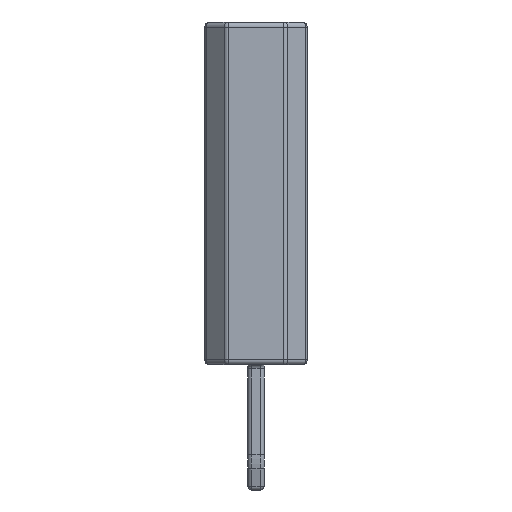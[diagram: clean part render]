
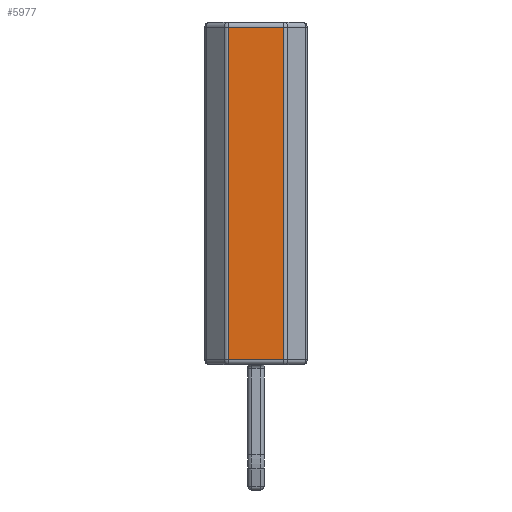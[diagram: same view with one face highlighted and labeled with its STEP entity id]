
A CAD part, left-side view. The second image highlights one B-rep face of the part: STEP entity #5977.
In plain terms, the highlighted planar face has unit normal (-1, 0, 0).
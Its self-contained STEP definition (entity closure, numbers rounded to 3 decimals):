
#5319 = CYLINDRICAL_SURFACE('',#5320,0.125);
#5320 = AXIS2_PLACEMENT_3D('',#5321,#5322,#5323);
#5321 = CARTESIAN_POINT('',(-1.145,0.692,0.));
#5322 = DIRECTION('',(0.,0.,1.));
#5323 = DIRECTION('',(-0.707,0.707,0.));
#5424 = VERTEX_POINT('',#5425);
#5425 = CARTESIAN_POINT('',(-1.27,0.692,0.125));
#5452 = EDGE_CURVE('',#5424,#5453,#5455,.T.);
#5453 = VERTEX_POINT('',#5454);
#5454 = CARTESIAN_POINT('',(-1.27,0.692,8.375));
#5455 = SURFACE_CURVE('',#5456,(#5460,#5467),.PCURVE_S1.);
#5456 = LINE('',#5457,#5458);
#5457 = CARTESIAN_POINT('',(-1.27,0.692,0.));
#5458 = VECTOR('',#5459,1.);
#5459 = DIRECTION('',(0.,0.,1.));
#5460 = PCURVE('',#5319,#5461);
#5461 = DEFINITIONAL_REPRESENTATION('',(#5462),#5466);
#5462 = LINE('',#5463,#5464);
#5463 = CARTESIAN_POINT('',(0.785,0.));
#5464 = VECTOR('',#5465,1.);
#5465 = DIRECTION('',(0.,1.));
#5466 = ( GEOMETRIC_REPRESENTATION_CONTEXT(2) 
PARAMETRIC_REPRESENTATION_CONTEXT() REPRESENTATION_CONTEXT('2D SPACE',''
  ) );
#5467 = PCURVE('',#5468,#5473);
#5468 = PLANE('',#5469);
#5469 = AXIS2_PLACEMENT_3D('',#5470,#5471,#5472);
#5470 = CARTESIAN_POINT('',(-1.27,-0.744,0.));
#5471 = DIRECTION('',(-1.,0.,0.));
#5472 = DIRECTION('',(0.,1.,0.));
#5473 = DEFINITIONAL_REPRESENTATION('',(#5474),#5478);
#5474 = LINE('',#5475,#5476);
#5475 = CARTESIAN_POINT('',(1.436,0.));
#5476 = VECTOR('',#5477,1.);
#5477 = DIRECTION('',(0.,-1.));
#5478 = ( GEOMETRIC_REPRESENTATION_CONTEXT(2) 
PARAMETRIC_REPRESENTATION_CONTEXT() REPRESENTATION_CONTEXT('2D SPACE',''
  ) );
#5682 = CYLINDRICAL_SURFACE('',#5683,0.125);
#5683 = AXIS2_PLACEMENT_3D('',#5684,#5685,#5686);
#5684 = CARTESIAN_POINT('',(-1.145,-0.744,8.375));
#5685 = DIRECTION('',(0.,1.,0.));
#5686 = DIRECTION('',(-1.,0.,0.));
#5964 = CYLINDRICAL_SURFACE('',#5965,0.125);
#5965 = AXIS2_PLACEMENT_3D('',#5966,#5967,#5968);
#5966 = CARTESIAN_POINT('',(-1.145,-0.744,0.125));
#5967 = DIRECTION('',(0.,1.,0.));
#5968 = DIRECTION('',(-1.,0.,0.));
#5977 = ADVANCED_FACE('',(#5978),#5468,.T.);
#5978 = FACE_BOUND('',#5979,.T.);
#5979 = EDGE_LOOP('',(#5980,#6003,#6004,#6027));
#5980 = ORIENTED_EDGE('',*,*,#5981,.T.);
#5981 = EDGE_CURVE('',#5982,#5453,#5984,.T.);
#5982 = VERTEX_POINT('',#5983);
#5983 = CARTESIAN_POINT('',(-1.27,-0.692,8.375));
#5984 = SURFACE_CURVE('',#5985,(#5989,#5996),.PCURVE_S1.);
#5985 = LINE('',#5986,#5987);
#5986 = CARTESIAN_POINT('',(-1.27,-0.744,8.375));
#5987 = VECTOR('',#5988,1.);
#5988 = DIRECTION('',(0.,1.,0.));
#5989 = PCURVE('',#5468,#5990);
#5990 = DEFINITIONAL_REPRESENTATION('',(#5991),#5995);
#5991 = LINE('',#5992,#5993);
#5992 = CARTESIAN_POINT('',(0.,-8.375));
#5993 = VECTOR('',#5994,1.);
#5994 = DIRECTION('',(1.,0.));
#5995 = ( GEOMETRIC_REPRESENTATION_CONTEXT(2) 
PARAMETRIC_REPRESENTATION_CONTEXT() REPRESENTATION_CONTEXT('2D SPACE',''
  ) );
#5996 = PCURVE('',#5682,#5997);
#5997 = DEFINITIONAL_REPRESENTATION('',(#5998),#6002);
#5998 = LINE('',#5999,#6000);
#5999 = CARTESIAN_POINT('',(0.,0.));
#6000 = VECTOR('',#6001,1.);
#6001 = DIRECTION('',(0.,1.));
#6002 = ( GEOMETRIC_REPRESENTATION_CONTEXT(2) 
PARAMETRIC_REPRESENTATION_CONTEXT() REPRESENTATION_CONTEXT('2D SPACE',''
  ) );
#6003 = ORIENTED_EDGE('',*,*,#5452,.F.);
#6004 = ORIENTED_EDGE('',*,*,#6005,.F.);
#6005 = EDGE_CURVE('',#6006,#5424,#6008,.T.);
#6006 = VERTEX_POINT('',#6007);
#6007 = CARTESIAN_POINT('',(-1.27,-0.692,0.125));
#6008 = SURFACE_CURVE('',#6009,(#6013,#6020),.PCURVE_S1.);
#6009 = LINE('',#6010,#6011);
#6010 = CARTESIAN_POINT('',(-1.27,-0.744,0.125));
#6011 = VECTOR('',#6012,1.);
#6012 = DIRECTION('',(0.,1.,0.));
#6013 = PCURVE('',#5468,#6014);
#6014 = DEFINITIONAL_REPRESENTATION('',(#6015),#6019);
#6015 = LINE('',#6016,#6017);
#6016 = CARTESIAN_POINT('',(0.,-0.125));
#6017 = VECTOR('',#6018,1.);
#6018 = DIRECTION('',(1.,0.));
#6019 = ( GEOMETRIC_REPRESENTATION_CONTEXT(2) 
PARAMETRIC_REPRESENTATION_CONTEXT() REPRESENTATION_CONTEXT('2D SPACE',''
  ) );
#6020 = PCURVE('',#5964,#6021);
#6021 = DEFINITIONAL_REPRESENTATION('',(#6022),#6026);
#6022 = LINE('',#6023,#6024);
#6023 = CARTESIAN_POINT('',(-0.,0.));
#6024 = VECTOR('',#6025,1.);
#6025 = DIRECTION('',(-0.,1.));
#6026 = ( GEOMETRIC_REPRESENTATION_CONTEXT(2) 
PARAMETRIC_REPRESENTATION_CONTEXT() REPRESENTATION_CONTEXT('2D SPACE',''
  ) );
#6027 = ORIENTED_EDGE('',*,*,#6028,.T.);
#6028 = EDGE_CURVE('',#6006,#5982,#6029,.T.);
#6029 = SURFACE_CURVE('',#6030,(#6034,#6041),.PCURVE_S1.);
#6030 = LINE('',#6031,#6032);
#6031 = CARTESIAN_POINT('',(-1.27,-0.692,0.));
#6032 = VECTOR('',#6033,1.);
#6033 = DIRECTION('',(0.,0.,1.));
#6034 = PCURVE('',#5468,#6035);
#6035 = DEFINITIONAL_REPRESENTATION('',(#6036),#6040);
#6036 = LINE('',#6037,#6038);
#6037 = CARTESIAN_POINT('',(0.052,0.));
#6038 = VECTOR('',#6039,1.);
#6039 = DIRECTION('',(0.,-1.));
#6040 = ( GEOMETRIC_REPRESENTATION_CONTEXT(2) 
PARAMETRIC_REPRESENTATION_CONTEXT() REPRESENTATION_CONTEXT('2D SPACE',''
  ) );
#6041 = PCURVE('',#6042,#6047);
#6042 = CYLINDRICAL_SURFACE('',#6043,0.125);
#6043 = AXIS2_PLACEMENT_3D('',#6044,#6045,#6046);
#6044 = CARTESIAN_POINT('',(-1.145,-0.692,0.));
#6045 = DIRECTION('',(0.,0.,1.));
#6046 = DIRECTION('',(-1.,0.,0.));
#6047 = DEFINITIONAL_REPRESENTATION('',(#6048),#6052);
#6048 = LINE('',#6049,#6050);
#6049 = CARTESIAN_POINT('',(0.,0.));
#6050 = VECTOR('',#6051,1.);
#6051 = DIRECTION('',(0.,1.));
#6052 = ( GEOMETRIC_REPRESENTATION_CONTEXT(2) 
PARAMETRIC_REPRESENTATION_CONTEXT() REPRESENTATION_CONTEXT('2D SPACE',''
  ) );
